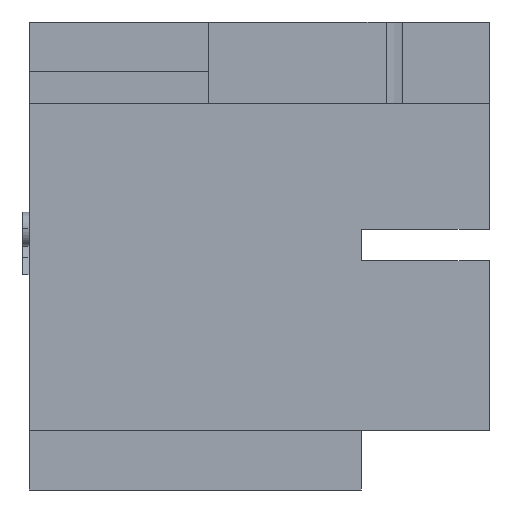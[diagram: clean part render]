
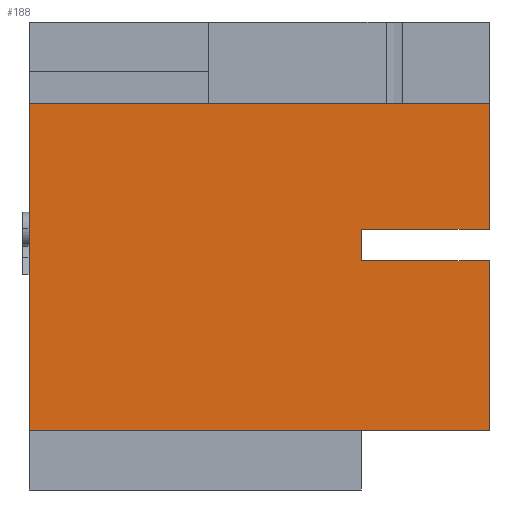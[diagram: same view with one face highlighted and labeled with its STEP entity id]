
A CAD part, left-side view. The second image highlights one B-rep face of the part: STEP entity #188.
In plain terms, the highlighted planar face has unit normal (-1, 0, 0).
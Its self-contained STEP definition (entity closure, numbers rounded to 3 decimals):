
#188=ADVANCED_FACE('',(#401),#298,.T.);
#298=PLANE('',#2393);
#401=FACE_OUTER_BOUND('',#516,.T.);
#516=EDGE_LOOP('',(#834,#835,#836,#837,#838,#839,#840,#841));
#834=ORIENTED_EDGE('',*,*,#1517,.F.);
#835=ORIENTED_EDGE('',*,*,#1533,.T.);
#836=ORIENTED_EDGE('',*,*,#1606,.T.);
#837=ORIENTED_EDGE('',*,*,#1550,.T.);
#838=ORIENTED_EDGE('',*,*,#1591,.F.);
#839=ORIENTED_EDGE('',*,*,#1609,.T.);
#840=ORIENTED_EDGE('',*,*,#1610,.T.);
#841=ORIENTED_EDGE('',*,*,#1526,.T.);
#1289=VERTEX_POINT('',#7374);
#1290=VERTEX_POINT('',#7375);
#1298=VERTEX_POINT('',#7393);
#1302=VERTEX_POINT('',#7405);
#1319=VERTEX_POINT('',#7443);
#1320=VERTEX_POINT('',#7444);
#1352=VERTEX_POINT('',#7526);
#1361=VERTEX_POINT('',#7557);
#1517=EDGE_CURVE('',#1289,#1290,#1822,.T.);
#1526=EDGE_CURVE('',#1298,#1290,#1831,.T.);
#1533=EDGE_CURVE('',#1289,#1302,#1838,.T.);
#1550=EDGE_CURVE('',#1319,#1320,#1854,.T.);
#1591=EDGE_CURVE('',#1352,#1320,#1888,.T.);
#1606=EDGE_CURVE('',#1302,#1319,#1900,.T.);
#1609=EDGE_CURVE('',#1352,#1361,#1902,.T.);
#1610=EDGE_CURVE('',#1361,#1298,#1903,.T.);
#1822=LINE('',#7373,#2107);
#1831=LINE('',#7392,#2116);
#1838=LINE('',#7406,#2123);
#1854=LINE('',#7442,#2139);
#1888=LINE('',#7525,#2173);
#1900=LINE('',#7552,#2185);
#1902=LINE('',#7556,#2187);
#1903=LINE('',#7558,#2188);
#2107=VECTOR('',#2575,1.);
#2116=VECTOR('',#2586,1.);
#2123=VECTOR('',#2597,1.);
#2139=VECTOR('',#2621,1.);
#2173=VECTOR('',#2687,1.);
#2185=VECTOR('',#2711,1.);
#2187=VECTOR('',#2717,1.);
#2188=VECTOR('',#2718,1.);
#2393=AXIS2_PLACEMENT_3D('',#7559,#2719,#2720);
#2575=DIRECTION('',(0.,-1.,0.));
#2586=DIRECTION('',(0.,0.,1.));
#2597=DIRECTION('',(0.,0.,1.));
#2621=DIRECTION('',(0.,0.,1.));
#2687=DIRECTION('',(0.,-1.,0.));
#2711=DIRECTION('',(0.,-1.,0.));
#2717=DIRECTION('',(0.,0.,-1.));
#2718=DIRECTION('',(0.,-1.,0.));
#2719=DIRECTION('',(-1.,0.,0.));
#2720=DIRECTION('',(0.,0.,-1.));
#7373=CARTESIAN_POINT('',(-55.2,12.65,79.34));
#7374=CARTESIAN_POINT('',(-55.2,2.,79.34));
#7375=CARTESIAN_POINT('',(-55.2,-2.1,79.34));
#7392=CARTESIAN_POINT('',(-55.2,-2.1,84.34));
#7393=CARTESIAN_POINT('',(-55.2,-2.1,73.89));
#7405=CARTESIAN_POINT('',(-55.2,2.,80.34));
#7406=CARTESIAN_POINT('',(-55.2,2.,84.34));
#7442=CARTESIAN_POINT('',(-55.2,-2.1,84.34));
#7443=CARTESIAN_POINT('',(-55.2,-2.1,80.34));
#7444=CARTESIAN_POINT('',(-55.2,-2.1,84.39));
#7525=CARTESIAN_POINT('',(-55.2,12.65,84.39));
#7526=CARTESIAN_POINT('',(-55.2,12.65,84.39));
#7552=CARTESIAN_POINT('',(-55.2,12.65,80.34));
#7556=CARTESIAN_POINT('',(-55.2,12.65,84.34));
#7557=CARTESIAN_POINT('',(-55.2,12.65,73.89));
#7558=CARTESIAN_POINT('',(-55.2,12.65,73.89));
#7559=CARTESIAN_POINT('',(-55.2,12.65,84.34));
